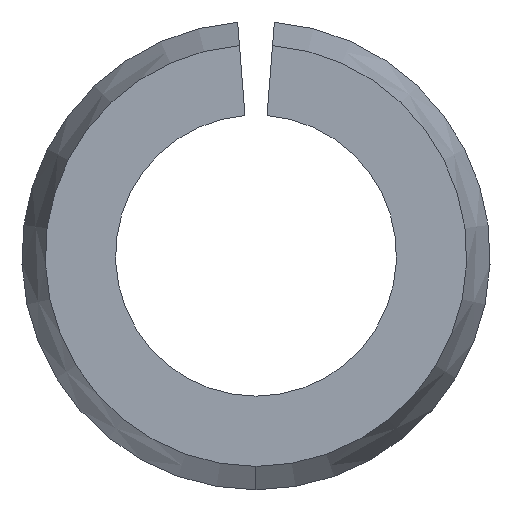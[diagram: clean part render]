
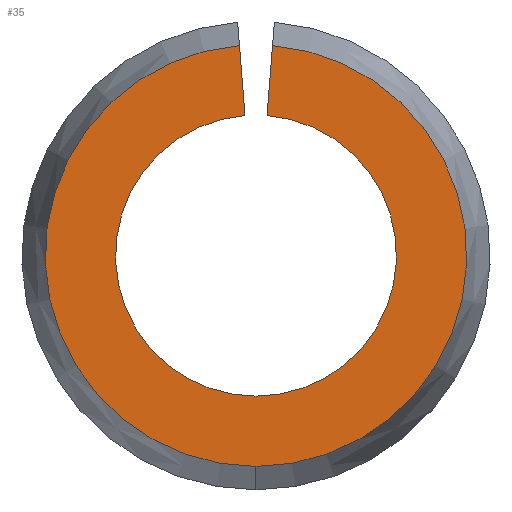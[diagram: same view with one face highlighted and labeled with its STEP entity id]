
A CAD part, left-side view. The second image highlights one B-rep face of the part: STEP entity #35.
In plain terms, the highlighted planar face has unit normal (-1, 0, 0).
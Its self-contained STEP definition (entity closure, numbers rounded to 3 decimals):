
#7 = AXIS2_PLACEMENT_3D ( 'NONE', #268, #293, #86 ) ;
#23 = DIRECTION ( 'NONE',  ( 0., 0., 1. ) ) ;
#24 = CARTESIAN_POINT ( 'NONE',  ( 0., -0.177, 2.243 ) ) ;
#31 = VERTEX_POINT ( 'NONE', #153 ) ;
#35 = ADVANCED_FACE ( 'NONE', ( #187 ), #72, .F. ) ;
#43 = EDGE_CURVE ( 'NONE', #60, #189, #177, .T. ) ;
#58 = EDGE_CURVE ( 'NONE', #189, #322, #245, .T. ) ;
#60 = VERTEX_POINT ( 'NONE', #150 ) ;
#63 = AXIS2_PLACEMENT_3D ( 'NONE', #127, #226, #148 ) ;
#69 = DIRECTION ( 'NONE',  ( 0., -0.078, 0.997 ) ) ;
#72 = PLANE ( 'NONE',  #63 ) ;
#73 = ORIENTED_EDGE ( 'NONE', *, *, #43, .F. ) ;
#74 = VECTOR ( 'NONE', #69, 1000. ) ;
#79 = EDGE_LOOP ( 'NONE', ( #229, #171, #281, #250, #73 ) ) ;
#86 = DIRECTION ( 'NONE',  ( 0., 0., 1. ) ) ;
#127 = CARTESIAN_POINT ( 'NONE',  ( 0., 2.25, 0. ) ) ;
#136 = DIRECTION ( 'NONE',  ( -1., 0., 0. ) ) ;
#148 = DIRECTION ( 'NONE',  ( 0., 0., -1. ) ) ;
#150 = CARTESIAN_POINT ( 'NONE',  ( 0., 0.118, 1.495 ) ) ;
#151 = CARTESIAN_POINT ( 'NONE',  ( 0., 0., 0. ) ) ;
#153 = CARTESIAN_POINT ( 'NONE',  ( 0., 0.177, 2.243 ) ) ;
#157 = CARTESIAN_POINT ( 'NONE',  ( 0., 0., 0. ) ) ;
#167 = EDGE_CURVE ( 'NONE', #247, #322, #185, .T. ) ;
#171 = ORIENTED_EDGE ( 'NONE', *, *, #260, .T. ) ;
#177 = CIRCLE ( 'NONE', #309, 1.5 ) ;
#180 = CARTESIAN_POINT ( 'NONE',  ( 0., 0., 0. ) ) ;
#185 = CIRCLE ( 'NONE', #7, 2.25 ) ;
#187 = FACE_OUTER_BOUND ( 'NONE', #79, .T. ) ;
#189 = VERTEX_POINT ( 'NONE', #294 ) ;
#217 = AXIS2_PLACEMENT_3D ( 'NONE', #157, #136, #23 ) ;
#226 = DIRECTION ( 'NONE',  ( 1., 0., 0. ) ) ;
#228 = CARTESIAN_POINT ( 'NONE',  ( 0., 0., 0. ) ) ;
#229 = ORIENTED_EDGE ( 'NONE', *, *, #328, .T. ) ;
#231 = DIRECTION ( 'NONE',  ( 0., 0., 1. ) ) ;
#245 = LINE ( 'NONE', #151, #74 ) ;
#247 = VERTEX_POINT ( 'NONE', #323 ) ;
#250 = ORIENTED_EDGE ( 'NONE', *, *, #58, .F. ) ;
#258 = VECTOR ( 'NONE', #313, 1000. ) ;
#260 = EDGE_CURVE ( 'NONE', #31, #247, #270, .T. ) ;
#268 = CARTESIAN_POINT ( 'NONE',  ( 0., 0., 0. ) ) ;
#270 = CIRCLE ( 'NONE', #217, 2.25 ) ;
#281 = ORIENTED_EDGE ( 'NONE', *, *, #167, .T. ) ;
#286 = DIRECTION ( 'NONE',  ( -1., 0., 0. ) ) ;
#293 = DIRECTION ( 'NONE',  ( -1., 0., 0. ) ) ;
#294 = CARTESIAN_POINT ( 'NONE',  ( 0., -0.118, 1.495 ) ) ;
#309 = AXIS2_PLACEMENT_3D ( 'NONE', #228, #286, #231 ) ;
#313 = DIRECTION ( 'NONE',  ( 0., 0.078, 0.997 ) ) ;
#322 = VERTEX_POINT ( 'NONE', #24 ) ;
#323 = CARTESIAN_POINT ( 'NONE',  ( 0., 0., -2.25 ) ) ;
#328 = EDGE_CURVE ( 'NONE', #60, #31, #343, .T. ) ;
#343 = LINE ( 'NONE', #180, #258 ) ;
